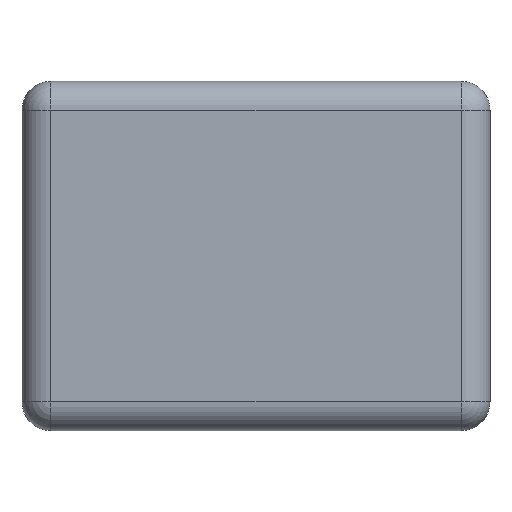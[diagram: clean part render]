
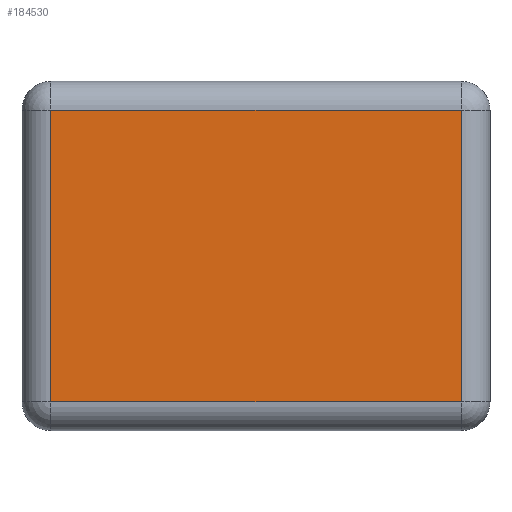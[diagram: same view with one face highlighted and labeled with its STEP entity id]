
A CAD part, front view. The second image highlights one B-rep face of the part: STEP entity #184530.
In plain terms, the highlighted planar face has unit normal (0, -1, 0).
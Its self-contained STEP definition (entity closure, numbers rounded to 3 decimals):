
#19622 = CARTESIAN_POINT ( 'NONE',  ( 572.934, -280.033, 0. ) ) ;
#20078 = VERTEX_POINT ( 'NONE', #83293 ) ;
#25402 = DIRECTION ( 'NONE',  ( -1., 0., 0. ) ) ;
#25533 = ORIENTED_EDGE ( 'NONE', *, *, #191263, .T. ) ;
#29065 = CARTESIAN_POINT ( 'NONE',  ( -572.934, -280.033, -407.318 ) ) ;
#32847 = CARTESIAN_POINT ( 'NONE',  ( 572.934, -280.033, 407.318 ) ) ;
#44381 = VECTOR ( 'NONE', #141321, 1000. ) ;
#52945 = CARTESIAN_POINT ( 'NONE',  ( 0., -280.033, 0. ) ) ;
#53860 = CARTESIAN_POINT ( 'NONE',  ( -572.934, -280.033, 0. ) ) ;
#54039 = VECTOR ( 'NONE', #73154, 1000. ) ;
#57220 = EDGE_CURVE ( 'NONE', #88203, #126900, #131072, .T. ) ;
#58305 = CARTESIAN_POINT ( 'NONE',  ( 0., -280.033, 407.318 ) ) ;
#59194 = CARTESIAN_POINT ( 'NONE',  ( 0., -280.033, -407.318 ) ) ;
#68004 = ORIENTED_EDGE ( 'NONE', *, *, #191812, .T. ) ;
#68892 = DIRECTION ( 'NONE',  ( 0., -1., 0. ) ) ;
#73154 = DIRECTION ( 'NONE',  ( 1., 0., 0. ) ) ;
#83293 = CARTESIAN_POINT ( 'NONE',  ( -572.934, -280.033, 407.318 ) ) ;
#83863 = FACE_OUTER_BOUND ( 'NONE', #93738, .T. ) ;
#88203 = VERTEX_POINT ( 'NONE', #29065 ) ;
#93738 = EDGE_LOOP ( 'NONE', ( #68004, #25533, #154351, #192699 ) ) ;
#96842 = DIRECTION ( 'NONE',  ( 0., 0., -1. ) ) ;
#99183 = VECTOR ( 'NONE', #25402, 1000. ) ;
#110873 = PLANE ( 'NONE',  #155307 ) ;
#113358 = LINE ( 'NONE', #19622, #44381 ) ;
#124733 = VECTOR ( 'NONE', #126740, 1000. ) ;
#126740 = DIRECTION ( 'NONE',  ( 0., 0., -1. ) ) ;
#126900 = VERTEX_POINT ( 'NONE', #190676 ) ;
#128701 = LINE ( 'NONE', #53860, #124733 ) ;
#131072 = LINE ( 'NONE', #59194, #54039 ) ;
#141321 = DIRECTION ( 'NONE',  ( 0., 0., 1. ) ) ;
#141406 = VERTEX_POINT ( 'NONE', #32847 ) ;
#154351 = ORIENTED_EDGE ( 'NONE', *, *, #57220, .T. ) ;
#155307 = AXIS2_PLACEMENT_3D ( 'NONE', #52945, #68892, #96842 ) ;
#179027 = LINE ( 'NONE', #58305, #99183 ) ;
#184530 = ADVANCED_FACE ( 'NONE', ( #83863 ), #110873, .T. ) ;
#186894 = EDGE_CURVE ( 'NONE', #126900, #141406, #113358, .T. ) ;
#190676 = CARTESIAN_POINT ( 'NONE',  ( 572.934, -280.033, -407.318 ) ) ;
#191263 = EDGE_CURVE ( 'NONE', #20078, #88203, #128701, .T. ) ;
#191812 = EDGE_CURVE ( 'NONE', #141406, #20078, #179027, .T. ) ;
#192699 = ORIENTED_EDGE ( 'NONE', *, *, #186894, .T. ) ;
